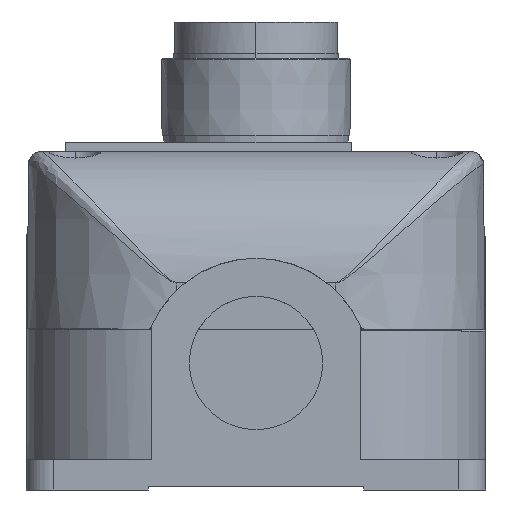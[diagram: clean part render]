
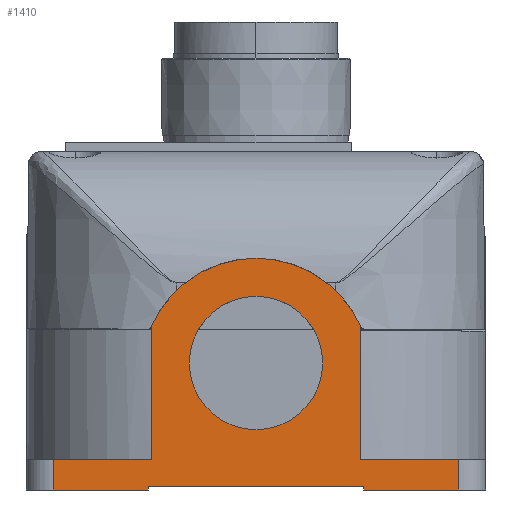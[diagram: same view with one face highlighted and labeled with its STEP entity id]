
A CAD part, left-side view. The second image highlights one B-rep face of the part: STEP entity #1410.
In plain terms, the highlighted planar face has unit normal (-1, 0, 0).
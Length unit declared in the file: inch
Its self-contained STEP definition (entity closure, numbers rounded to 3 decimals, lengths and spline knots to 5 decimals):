
#162 = CARTESIAN_POINT ( 'NONE',  ( 0., -2.09241, 0. ) ) ;
#176 = LINE ( 'NONE', #4455, #12215 ) ;
#282 = ORIENTED_EDGE ( 'NONE', *, *, #15734, .F. ) ;
#315 = DIRECTION ( 'NONE',  ( 0., 0., -1. ) ) ;
#366 = EDGE_CURVE ( 'NONE', #1629, #6058, #15389, .T. ) ;
#584 = CARTESIAN_POINT ( 'NONE',  ( 0., -2.09241, 0.18898 ) ) ;
#750 = CARTESIAN_POINT ( 'NONE',  ( 0., -2.0703, 1.01706 ) ) ;
#1000 = CIRCLE ( 'NONE', #11574, 0.41339 ) ;
#1080 = DIRECTION ( 'NONE',  ( 1., 0., 0. ) ) ;
#1410 = ADVANCED_FACE ( 'NONE', ( #6273, #9023 ), #3436, .T. ) ;
#1499 = EDGE_CURVE ( 'NONE', #6271, #2223, #7677, .T. ) ;
#1565 = CARTESIAN_POINT ( 'NONE',  ( 0., -2.09241, 0.01969 ) ) ;
#1581 = LINE ( 'NONE', #3193, #16170 ) ;
#1629 = VERTEX_POINT ( 'NONE', #10505 ) ;
#1688 = CIRCLE ( 'NONE', #14660, 0.41339 ) ;
#1702 = DIRECTION ( 'NONE',  ( -1., 0., 0. ) ) ;
#1877 = CARTESIAN_POINT ( 'NONE',  ( 0., -1.42312, 0.7874 ) ) ;
#1912 = EDGE_CURVE ( 'NONE', #10146, #7812, #7328, .T. ) ;
#2223 = VERTEX_POINT ( 'NONE', #162 ) ;
#2703 = DIRECTION ( 'NONE',  ( 0., 0., -1. ) ) ;
#2814 = AXIS2_PLACEMENT_3D ( 'NONE', #9196, #4774, #4856 ) ;
#2919 = CARTESIAN_POINT ( 'NONE',  ( 0., -2.0703, 0.18898 ) ) ;
#3193 = CARTESIAN_POINT ( 'NONE',  ( 0., -0.75383, 0. ) ) ;
#3282 = VECTOR ( 'NONE', #6139, 39.37008 ) ;
#3289 = CARTESIAN_POINT ( 'NONE',  ( 0., -2.0703, 0.18898 ) ) ;
#3338 = VECTOR ( 'NONE', #16424, 39.37008 ) ;
#3436 = PLANE ( 'NONE',  #2814 ) ;
#3506 = VERTEX_POINT ( 'NONE', #16830 ) ;
#3809 = EDGE_CURVE ( 'NONE', #14411, #5563, #18104, .T. ) ;
#4124 = CARTESIAN_POINT ( 'NONE',  ( 0., -0.16536, 0.18898 ) ) ;
#4126 = VECTOR ( 'NONE', #6845, 39.37008 ) ;
#4216 = CARTESIAN_POINT ( 'NONE',  ( 0., -0.75383, 0. ) ) ;
#4455 = CARTESIAN_POINT ( 'NONE',  ( 0., -2.68088, 0. ) ) ;
#4774 = DIRECTION ( 'NONE',  ( -1., 0., 0. ) ) ;
#4856 = DIRECTION ( 'NONE',  ( 0., 0., 1. ) ) ;
#4926 = CARTESIAN_POINT ( 'NONE',  ( 0., -1.42312, 0.37402 ) ) ;
#5147 = EDGE_LOOP ( 'NONE', ( #17816, #11789 ) ) ;
#5205 = EDGE_CURVE ( 'NONE', #6271, #10146, #6504, .T. ) ;
#5253 = CARTESIAN_POINT ( 'NONE',  ( 0., -0.75383, 0.01969 ) ) ;
#5401 = LINE ( 'NONE', #12747, #16787 ) ;
#5459 = EDGE_CURVE ( 'NONE', #6058, #5563, #8772, .T. ) ;
#5563 = VERTEX_POINT ( 'NONE', #3289 ) ;
#6058 = VERTEX_POINT ( 'NONE', #750 ) ;
#6139 = DIRECTION ( 'NONE',  ( 0., 1., 0. ) ) ;
#6159 = CARTESIAN_POINT ( 'NONE',  ( 0., -0.77594, 1.01706 ) ) ;
#6226 = CARTESIAN_POINT ( 'NONE',  ( 0., -2.09241, 0.01969 ) ) ;
#6271 = VERTEX_POINT ( 'NONE', #1565 ) ;
#6273 = FACE_BOUND ( 'NONE', #5147, .T. ) ;
#6504 = LINE ( 'NONE', #6226, #3282 ) ;
#6845 = DIRECTION ( 'NONE',  ( 0., 0., -1. ) ) ;
#6853 = LINE ( 'NONE', #12612, #18215 ) ;
#7126 = EDGE_CURVE ( 'NONE', #7812, #17423, #1581, .T. ) ;
#7328 = LINE ( 'NONE', #14155, #18414 ) ;
#7389 = VERTEX_POINT ( 'NONE', #8843 ) ;
#7467 = DIRECTION ( 'NONE',  ( 0., 0., -1. ) ) ;
#7673 = EDGE_CURVE ( 'NONE', #3506, #16472, #1688, .T. ) ;
#7677 = LINE ( 'NONE', #584, #14212 ) ;
#7812 = VERTEX_POINT ( 'NONE', #4216 ) ;
#8050 = ORIENTED_EDGE ( 'NONE', *, *, #1912, .F. ) ;
#8182 = CARTESIAN_POINT ( 'NONE',  ( 0., -0.77594, 0.18898 ) ) ;
#8772 = LINE ( 'NONE', #2919, #18654 ) ;
#8819 = CARTESIAN_POINT ( 'NONE',  ( 0., -0.16536, 0. ) ) ;
#8843 = CARTESIAN_POINT ( 'NONE',  ( 0., -2.68088, 0. ) ) ;
#9023 = FACE_OUTER_BOUND ( 'NONE', #17478, .T. ) ;
#9182 = ORIENTED_EDGE ( 'NONE', *, *, #1499, .T. ) ;
#9196 = CARTESIAN_POINT ( 'NONE',  ( 0., -2.09241, 0.18898 ) ) ;
#9242 = VECTOR ( 'NONE', #16173, 39.37008 ) ;
#9278 = LINE ( 'NONE', #6159, #9242 ) ;
#9428 = VERTEX_POINT ( 'NONE', #16384 ) ;
#9496 = EDGE_CURVE ( 'NONE', #9428, #17423, #17035, .T. ) ;
#9562 = ORIENTED_EDGE ( 'NONE', *, *, #13121, .F. ) ;
#9941 = ORIENTED_EDGE ( 'NONE', *, *, #7126, .F. ) ;
#10146 = VERTEX_POINT ( 'NONE', #5253 ) ;
#10505 = CARTESIAN_POINT ( 'NONE',  ( 0., -0.77594, 1.01706 ) ) ;
#10588 = EDGE_CURVE ( 'NONE', #15439, #9428, #5401, .T. ) ;
#10616 = DIRECTION ( 'NONE',  ( 0., 0., -1. ) ) ;
#11052 = ORIENTED_EDGE ( 'NONE', *, *, #10588, .T. ) ;
#11574 = AXIS2_PLACEMENT_3D ( 'NONE', #1877, #1702, #7467 ) ;
#11603 = DIRECTION ( 'NONE',  ( 0., 0., -1. ) ) ;
#11789 = ORIENTED_EDGE ( 'NONE', *, *, #17869, .F. ) ;
#12080 = CARTESIAN_POINT ( 'NONE',  ( 0., -2.09241, 0.18898 ) ) ;
#12168 = ORIENTED_EDGE ( 'NONE', *, *, #13906, .F. ) ;
#12215 = VECTOR ( 'NONE', #13383, 39.37008 ) ;
#12402 = CARTESIAN_POINT ( 'NONE',  ( 0., -1.42312, 0.7874 ) ) ;
#12612 = CARTESIAN_POINT ( 'NONE',  ( 0., -2.68088, 0.18898 ) ) ;
#12747 = CARTESIAN_POINT ( 'NONE',  ( 0., -2.09241, 0.18898 ) ) ;
#13099 = DIRECTION ( 'NONE',  ( 0., 1., 0. ) ) ;
#13121 = EDGE_CURVE ( 'NONE', #15439, #1629, #9278, .T. ) ;
#13383 = DIRECTION ( 'NONE',  ( 0., 1., 0. ) ) ;
#13842 = CARTESIAN_POINT ( 'NONE',  ( 0., -2.68088, 0.18898 ) ) ;
#13877 = AXIS2_PLACEMENT_3D ( 'NONE', #14029, #1080, #14410 ) ;
#13906 = EDGE_CURVE ( 'NONE', #7389, #2223, #176, .T. ) ;
#14029 = CARTESIAN_POINT ( 'NONE',  ( 0., -1.42312, 0.72835 ) ) ;
#14155 = CARTESIAN_POINT ( 'NONE',  ( 0., -0.75383, 0.18898 ) ) ;
#14173 = ORIENTED_EDGE ( 'NONE', *, *, #5205, .F. ) ;
#14212 = VECTOR ( 'NONE', #10616, 39.37008 ) ;
#14273 = ORIENTED_EDGE ( 'NONE', *, *, #366, .F. ) ;
#14410 = DIRECTION ( 'NONE',  ( 0., 0., -1. ) ) ;
#14411 = VERTEX_POINT ( 'NONE', #13842 ) ;
#14430 = ORIENTED_EDGE ( 'NONE', *, *, #9496, .T. ) ;
#14660 = AXIS2_PLACEMENT_3D ( 'NONE', #12402, #16942, #15435 ) ;
#15389 = CIRCLE ( 'NONE', #13877, 0.70866 ) ;
#15435 = DIRECTION ( 'NONE',  ( 0., 0., -1. ) ) ;
#15439 = VERTEX_POINT ( 'NONE', #8182 ) ;
#15734 = EDGE_CURVE ( 'NONE', #14411, #7389, #6853, .T. ) ;
#16170 = VECTOR ( 'NONE', #13099, 39.37008 ) ;
#16173 = DIRECTION ( 'NONE',  ( 0., 0., 1. ) ) ;
#16334 = ORIENTED_EDGE ( 'NONE', *, *, #3809, .T. ) ;
#16384 = CARTESIAN_POINT ( 'NONE',  ( 0., -0.16536, 0.18898 ) ) ;
#16424 = DIRECTION ( 'NONE',  ( 0., 1., 0. ) ) ;
#16472 = VERTEX_POINT ( 'NONE', #4926 ) ;
#16787 = VECTOR ( 'NONE', #17185, 39.37008 ) ;
#16830 = CARTESIAN_POINT ( 'NONE',  ( 0., -1.42312, 1.20079 ) ) ;
#16942 = DIRECTION ( 'NONE',  ( -1., 0., 0. ) ) ;
#17035 = LINE ( 'NONE', #4124, #4126 ) ;
#17185 = DIRECTION ( 'NONE',  ( 0., 1., 0. ) ) ;
#17423 = VERTEX_POINT ( 'NONE', #8819 ) ;
#17478 = EDGE_LOOP ( 'NONE', ( #9562, #11052, #14430, #9941, #8050, #14173, #9182, #12168, #282, #16334, #18635, #14273 ) ) ;
#17816 = ORIENTED_EDGE ( 'NONE', *, *, #7673, .F. ) ;
#17869 = EDGE_CURVE ( 'NONE', #16472, #3506, #1000, .T. ) ;
#18104 = LINE ( 'NONE', #12080, #3338 ) ;
#18215 = VECTOR ( 'NONE', #2703, 39.37008 ) ;
#18414 = VECTOR ( 'NONE', #315, 39.37008 ) ;
#18635 = ORIENTED_EDGE ( 'NONE', *, *, #5459, .F. ) ;
#18654 = VECTOR ( 'NONE', #11603, 39.37008 ) ;
